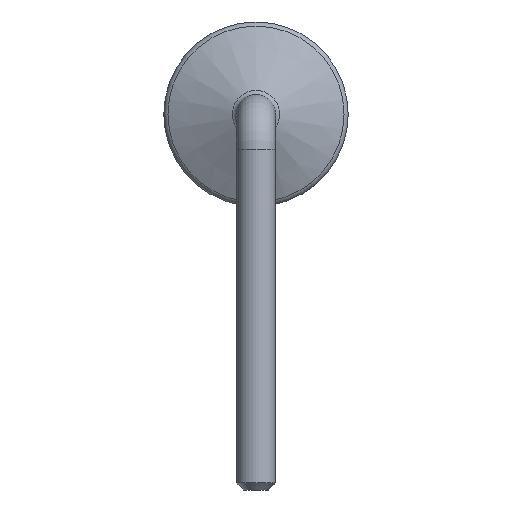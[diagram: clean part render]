
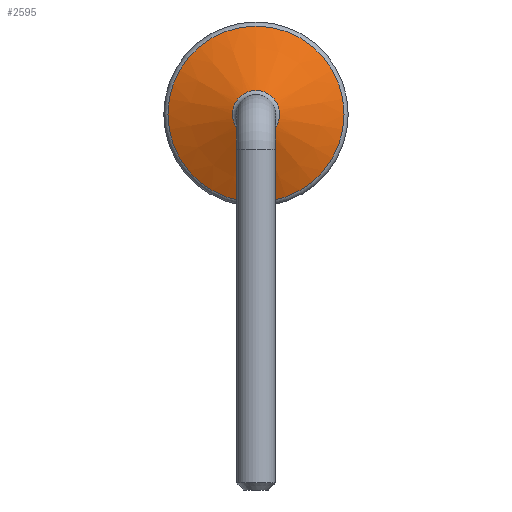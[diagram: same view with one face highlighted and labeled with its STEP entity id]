
A CAD part, left-side view. The second image highlights one B-rep face of the part: STEP entity #2595.
In plain terms, the highlighted conical face has half-angle 65.384 degrees and reference radius 0.787 mm.
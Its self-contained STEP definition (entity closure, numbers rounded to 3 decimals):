
#631=CONICAL_SURFACE('',#2785,0.788,65.384);
#652=FACE_BOUND('',#937,.T.);
#761=FACE_OUTER_BOUND('',#936,.T.);
#936=EDGE_LOOP('',(#2054));
#937=EDGE_LOOP('',(#2055));
#1059=CIRCLE('',#2784,0.333);
#1060=CIRCLE('',#2786,1.242);
#1209=VERTEX_POINT('',#4463);
#1210=VERTEX_POINT('',#4466);
#1515=EDGE_CURVE('',#1209,#1209,#1059,.T.);
#1516=EDGE_CURVE('',#1210,#1210,#1060,.T.);
#2054=ORIENTED_EDGE('',*,*,#1516,.F.);
#2055=ORIENTED_EDGE('',*,*,#1515,.F.);
#2595=ADVANCED_FACE('',(#761,#652),#631,.T.);
#2784=AXIS2_PLACEMENT_3D('',#4464,#3206,#3207);
#2785=AXIS2_PLACEMENT_3D('',#4465,#3208,#3209);
#2786=AXIS2_PLACEMENT_3D('',#4467,#3210,#3211);
#3206=DIRECTION('center_axis',(-1.,0.,0.));
#3207=DIRECTION('ref_axis',(0.,0.,-1.));
#3208=DIRECTION('center_axis',(1.,0.,0.));
#3209=DIRECTION('ref_axis',(0.,0.,1.));
#3210=DIRECTION('center_axis',(1.,0.,0.));
#3211=DIRECTION('ref_axis',(0.,0.,-1.));
#4463=CARTESIAN_POINT('',(-3.123,0.,1.633));
#4464=CARTESIAN_POINT('Origin',(-3.123,0.,
1.3));
#4465=CARTESIAN_POINT('Origin',(-2.915,0.,1.3));
#4466=CARTESIAN_POINT('',(-2.707,0.,2.542));
#4467=CARTESIAN_POINT('Origin',(-2.707,0.,
1.3));
